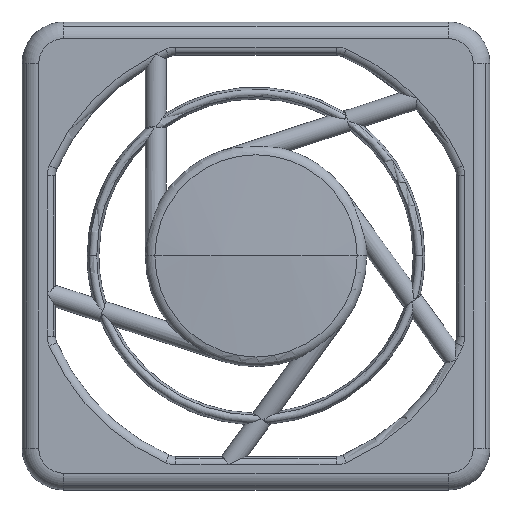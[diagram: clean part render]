
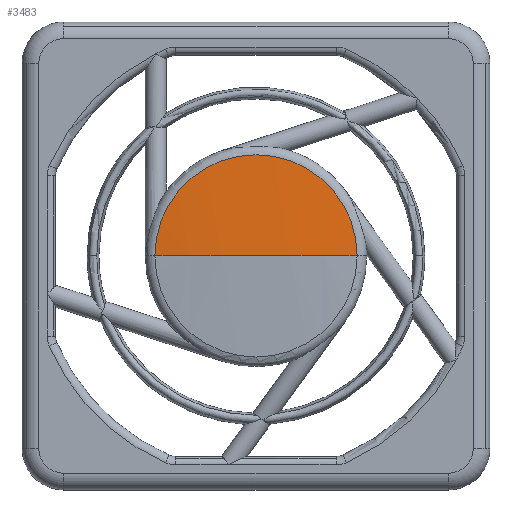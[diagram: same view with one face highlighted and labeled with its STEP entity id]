
A CAD part, top view. The second image highlights one B-rep face of the part: STEP entity #3483.
In plain terms, the highlighted spherical face has radius 145.5 mm.
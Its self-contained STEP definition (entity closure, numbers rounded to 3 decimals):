
#322=CARTESIAN_POINT('',(12.104,0.,5.246));
#323=VERTEX_POINT('',#322);
#331=CARTESIAN_POINT('',(-12.104,0.,5.246));
#332=VERTEX_POINT('',#331);
#1375=CARTESIAN_POINT('',(0.,12.104,5.246));
#1376=VERTEX_POINT('',#1375);
#1377=CARTESIAN_POINT('',(0.,0.,5.246));
#1378=DIRECTION('',(0.0,0.0,-1.0));
#1379=DIRECTION('',(0.0,1.0,0.0));
#1380=AXIS2_PLACEMENT_3D('',#1377,#1378,#1379);
#1381=CIRCLE('',#1380,12.104);
#1382=EDGE_CURVE('',#332,#1376,#1381,.T.);
#1384=CARTESIAN_POINT('',(0.,0.,5.246));
#1385=DIRECTION('',(0.0,0.0,-1.0));
#1386=DIRECTION('',(0.0,1.0,0.0));
#1387=AXIS2_PLACEMENT_3D('',#1384,#1385,#1386);
#1388=CIRCLE('',#1387,12.104);
#1389=EDGE_CURVE('',#1376,#323,#1388,.T.);
#3458=CARTESIAN_POINT('',(0.,0.,-139.75));
#3459=DIRECTION('',(0.0,0.0,1.0));
#3460=DIRECTION('',(1.0,0.0,0.0));
#3461=AXIS2_PLACEMENT_3D('',#3458,#3459,#3460);
#3462=SPHERICAL_SURFACE('',#3461,145.5);
#3463=CARTESIAN_POINT('',(0.,0.,5.75));
#3464=VERTEX_POINT('',#3463);
#3465=CARTESIAN_POINT('',(0.,0.,-139.75));
#3466=DIRECTION('',(0.0,-1.0,0.0));
#3467=DIRECTION('',(0.0,0.0,1.0));
#3468=AXIS2_PLACEMENT_3D('',#3465,#3466,#3467);
#3469=CIRCLE('',#3468,145.5);
#3470=EDGE_CURVE('',#3464,#332,#3469,.T.);
#3471=ORIENTED_EDGE('',*,*,#3470,.F.);
#3472=CARTESIAN_POINT('',(0.,0.,-139.75));
#3473=DIRECTION('',(0.0,-1.0,0.0));
#3474=DIRECTION('',(0.0,0.0,1.0));
#3475=AXIS2_PLACEMENT_3D('',#3472,#3473,#3474);
#3476=CIRCLE('',#3475,145.5);
#3477=EDGE_CURVE('',#323,#3464,#3476,.T.);
#3478=ORIENTED_EDGE('',*,*,#3477,.F.);
#3479=ORIENTED_EDGE('',*,*,#1389,.F.);
#3480=ORIENTED_EDGE('',*,*,#1382,.F.);
#3481=EDGE_LOOP('',(#3471,#3478,#3479,#3480));
#3482=FACE_OUTER_BOUND('',#3481,.T.);
#3483=ADVANCED_FACE('',(#3482),#3462,.T.);
